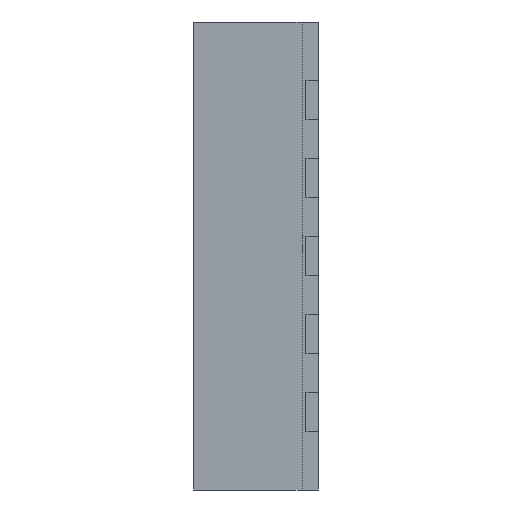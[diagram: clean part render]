
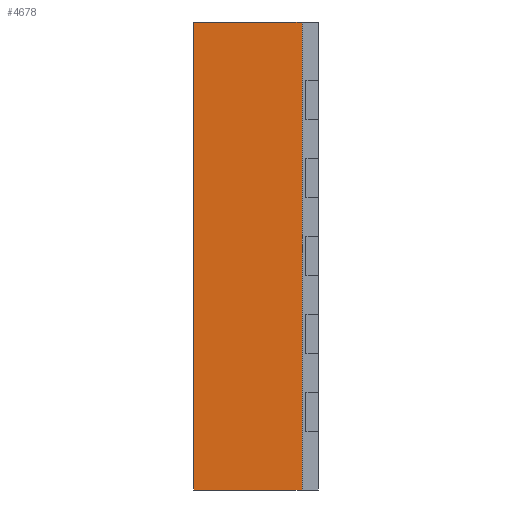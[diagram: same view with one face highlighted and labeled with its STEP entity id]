
A CAD part, left-side view. The second image highlights one B-rep face of the part: STEP entity #4678.
In plain terms, the highlighted planar face has unit normal (-1, 0, 0).
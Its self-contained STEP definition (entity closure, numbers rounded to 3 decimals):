
#67 = VERTEX_POINT ( 'NONE', #2341 ) ;
#120 = PLANE ( 'NONE',  #4649 ) ;
#259 = CARTESIAN_POINT ( 'NONE',  ( -1.5, 0.8, 1.5 ) ) ;
#382 = EDGE_CURVE ( 'NONE', #602, #2884, #5261, .T. ) ;
#431 = CARTESIAN_POINT ( 'NONE',  ( -1.5, 0.8, -1.5 ) ) ;
#505 = ORIENTED_EDGE ( 'NONE', *, *, #4808, .T. ) ;
#515 = ORIENTED_EDGE ( 'NONE', *, *, #1914, .F. ) ;
#592 = EDGE_CURVE ( 'NONE', #2901, #67, #2922, .T. ) ;
#602 = VERTEX_POINT ( 'NONE', #259 ) ;
#804 = CARTESIAN_POINT ( 'NONE',  ( -1.5, 0.105, -1.5 ) ) ;
#829 = VECTOR ( 'NONE', #5048, 1000. ) ;
#1400 = CARTESIAN_POINT ( 'NONE',  ( -1.5, 0.8, -1.5 ) ) ;
#1418 = DIRECTION ( 'NONE',  ( 0., -1., 0. ) ) ;
#1422 = ORIENTED_EDGE ( 'NONE', *, *, #592, .T. ) ;
#1497 = ORIENTED_EDGE ( 'NONE', *, *, #382, .T. ) ;
#1690 = EDGE_LOOP ( 'NONE', ( #515, #1497, #505, #1422 ) ) ;
#1818 = DIRECTION ( 'NONE',  ( 0., -1., 0. ) ) ;
#1830 = CARTESIAN_POINT ( 'NONE',  ( -1.5, 5.843, -1.5 ) ) ;
#1870 = CARTESIAN_POINT ( 'NONE',  ( -1.5, 5.843, -1.5 ) ) ;
#1914 = EDGE_CURVE ( 'NONE', #602, #67, #1947, .T. ) ;
#1947 = LINE ( 'NONE', #5364, #4222 ) ;
#2341 = CARTESIAN_POINT ( 'NONE',  ( -1.5, 0.105, 1.5 ) ) ;
#2605 = VECTOR ( 'NONE', #3195, 1000. ) ;
#2884 = VERTEX_POINT ( 'NONE', #431 ) ;
#2901 = VERTEX_POINT ( 'NONE', #804 ) ;
#2922 = LINE ( 'NONE', #5465, #829 ) ;
#3117 = DIRECTION ( 'NONE',  ( 0., 0., -1. ) ) ;
#3195 = DIRECTION ( 'NONE',  ( 0., 0., -1. ) ) ;
#3542 = FACE_OUTER_BOUND ( 'NONE', #1690, .T. ) ;
#4222 = VECTOR ( 'NONE', #1418, 1000. ) ;
#4649 = AXIS2_PLACEMENT_3D ( 'NONE', #1830, #5240, #3117 ) ;
#4678 = ADVANCED_FACE ( 'NONE', ( #3542 ), #120, .F. ) ;
#4808 = EDGE_CURVE ( 'NONE', #2884, #2901, #4892, .T. ) ;
#4892 = LINE ( 'NONE', #1870, #5453 ) ;
#5048 = DIRECTION ( 'NONE',  ( 0., 0., 1. ) ) ;
#5240 = DIRECTION ( 'NONE',  ( 1., 0., 0. ) ) ;
#5261 = LINE ( 'NONE', #1400, #2605 ) ;
#5364 = CARTESIAN_POINT ( 'NONE',  ( -1.5, 5.843, 1.5 ) ) ;
#5453 = VECTOR ( 'NONE', #1818, 1000. ) ;
#5465 = CARTESIAN_POINT ( 'NONE',  ( -1.5, 0.105, -1.5 ) ) ;
